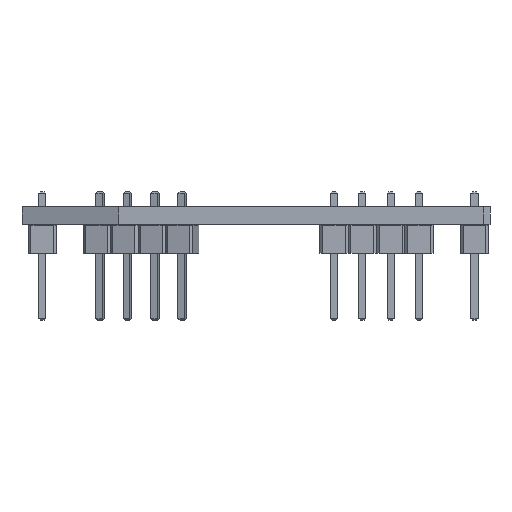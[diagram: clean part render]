
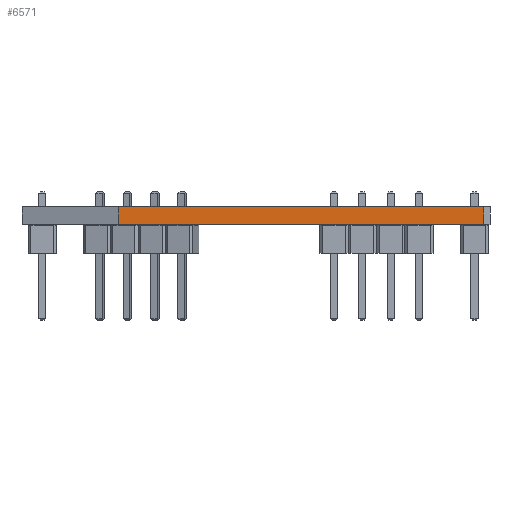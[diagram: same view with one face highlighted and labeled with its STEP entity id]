
A CAD part, front view. The second image highlights one B-rep face of the part: STEP entity #6571.
In plain terms, the highlighted planar face has unit normal (0.001, -1, 0).
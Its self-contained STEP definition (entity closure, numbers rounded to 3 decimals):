
#6455 = EDGE_CURVE('',#6456,#6458,#6460,.T.);
#6456 = VERTEX_POINT('',#6457);
#6457 = CARTESIAN_POINT('',(163.423,-358.419,0.));
#6458 = VERTEX_POINT('',#6459);
#6459 = CARTESIAN_POINT('',(163.423,-358.419,1.6));
#6460 = SURFACE_CURVE('',#6461,(#6465,#6477),.PCURVE_S1.);
#6461 = LINE('',#6462,#6463);
#6462 = CARTESIAN_POINT('',(163.423,-358.419,0.));
#6463 = VECTOR('',#6464,1.);
#6464 = DIRECTION('',(0.,0.,1.));
#6465 = PCURVE('',#6466,#6471);
#6466 = PLANE('',#6467);
#6467 = AXIS2_PLACEMENT_3D('',#6468,#6469,#6470);
#6468 = CARTESIAN_POINT('',(163.423,-358.419,0.));
#6469 = DIRECTION('',(-0.348,-0.938,0.));
#6470 = DIRECTION('',(-0.938,0.348,0.));
#6471 = DEFINITIONAL_REPRESENTATION('',(#6472),#6476);
#6472 = LINE('',#6473,#6474);
#6473 = CARTESIAN_POINT('',(0.,0.));
#6474 = VECTOR('',#6475,1.);
#6475 = DIRECTION('',(0.,-1.));
#6476 = ( GEOMETRIC_REPRESENTATION_CONTEXT(2) 
PARAMETRIC_REPRESENTATION_CONTEXT() REPRESENTATION_CONTEXT('2D SPACE',''
  ) );
#6477 = PCURVE('',#6478,#6483);
#6478 = PLANE('',#6479);
#6479 = AXIS2_PLACEMENT_3D('',#6480,#6481,#6482);
#6480 = CARTESIAN_POINT('',(196.122,-358.373,0.));
#6481 = DIRECTION('',(0.001,-1.,0.));
#6482 = DIRECTION('',(-1.,-0.001,0.));
#6483 = DEFINITIONAL_REPRESENTATION('',(#6484),#6488);
#6484 = LINE('',#6485,#6486);
#6485 = CARTESIAN_POINT('',(32.699,0.));
#6486 = VECTOR('',#6487,1.);
#6487 = DIRECTION('',(0.,-1.));
#6488 = ( GEOMETRIC_REPRESENTATION_CONTEXT(2) 
PARAMETRIC_REPRESENTATION_CONTEXT() REPRESENTATION_CONTEXT('2D SPACE',''
  ) );
#6506 = PLANE('',#6507);
#6507 = AXIS2_PLACEMENT_3D('',#6508,#6509,#6510);
#6508 = CARTESIAN_POINT('',(175.108,-347.421,1.6));
#6509 = DIRECTION('',(0.,0.,-1.));
#6510 = DIRECTION('',(-1.,0.,0.));
#6560 = PLANE('',#6561);
#6561 = AXIS2_PLACEMENT_3D('',#6562,#6563,#6564);
#6562 = CARTESIAN_POINT('',(175.108,-347.421,0.));
#6563 = DIRECTION('',(0.,0.,-1.));
#6564 = DIRECTION('',(-1.,0.,0.));
#6571 = ADVANCED_FACE('',(#6572),#6478,.T.);
#6572 = FACE_BOUND('',#6573,.T.);
#6573 = EDGE_LOOP('',(#6574,#6604,#6625,#6626));
#6574 = ORIENTED_EDGE('',*,*,#6575,.T.);
#6575 = EDGE_CURVE('',#6576,#6578,#6580,.T.);
#6576 = VERTEX_POINT('',#6577);
#6577 = CARTESIAN_POINT('',(196.122,-358.373,0.));
#6578 = VERTEX_POINT('',#6579);
#6579 = CARTESIAN_POINT('',(196.122,-358.373,1.6));
#6580 = SURFACE_CURVE('',#6581,(#6585,#6592),.PCURVE_S1.);
#6581 = LINE('',#6582,#6583);
#6582 = CARTESIAN_POINT('',(196.122,-358.373,0.));
#6583 = VECTOR('',#6584,1.);
#6584 = DIRECTION('',(0.,0.,1.));
#6585 = PCURVE('',#6478,#6586);
#6586 = DEFINITIONAL_REPRESENTATION('',(#6587),#6591);
#6587 = LINE('',#6588,#6589);
#6588 = CARTESIAN_POINT('',(0.,0.));
#6589 = VECTOR('',#6590,1.);
#6590 = DIRECTION('',(0.,-1.));
#6591 = ( GEOMETRIC_REPRESENTATION_CONTEXT(2) 
PARAMETRIC_REPRESENTATION_CONTEXT() REPRESENTATION_CONTEXT('2D SPACE',''
  ) );
#6592 = PCURVE('',#6593,#6598);
#6593 = PLANE('',#6594);
#6594 = AXIS2_PLACEMENT_3D('',#6595,#6596,#6597);
#6595 = CARTESIAN_POINT('',(196.665,-357.819,0.));
#6596 = DIRECTION('',(0.714,-0.7,0.));
#6597 = DIRECTION('',(-0.7,-0.714,0.));
#6598 = DEFINITIONAL_REPRESENTATION('',(#6599),#6603);
#6599 = LINE('',#6600,#6601);
#6600 = CARTESIAN_POINT('',(0.776,0.));
#6601 = VECTOR('',#6602,1.);
#6602 = DIRECTION('',(0.,-1.));
#6603 = ( GEOMETRIC_REPRESENTATION_CONTEXT(2) 
PARAMETRIC_REPRESENTATION_CONTEXT() REPRESENTATION_CONTEXT('2D SPACE',''
  ) );
#6604 = ORIENTED_EDGE('',*,*,#6605,.T.);
#6605 = EDGE_CURVE('',#6578,#6458,#6606,.T.);
#6606 = SURFACE_CURVE('',#6607,(#6611,#6618),.PCURVE_S1.);
#6607 = LINE('',#6608,#6609);
#6608 = CARTESIAN_POINT('',(196.122,-358.373,1.6));
#6609 = VECTOR('',#6610,1.);
#6610 = DIRECTION('',(-1.,-0.001,0.));
#6611 = PCURVE('',#6478,#6612);
#6612 = DEFINITIONAL_REPRESENTATION('',(#6613),#6617);
#6613 = LINE('',#6614,#6615);
#6614 = CARTESIAN_POINT('',(0.,-1.6));
#6615 = VECTOR('',#6616,1.);
#6616 = DIRECTION('',(1.,0.));
#6617 = ( GEOMETRIC_REPRESENTATION_CONTEXT(2) 
PARAMETRIC_REPRESENTATION_CONTEXT() REPRESENTATION_CONTEXT('2D SPACE',''
  ) );
#6618 = PCURVE('',#6506,#6619);
#6619 = DEFINITIONAL_REPRESENTATION('',(#6620),#6624);
#6620 = LINE('',#6621,#6622);
#6621 = CARTESIAN_POINT('',(-21.014,-10.952));
#6622 = VECTOR('',#6623,1.);
#6623 = DIRECTION('',(1.,-0.001));
#6624 = ( GEOMETRIC_REPRESENTATION_CONTEXT(2) 
PARAMETRIC_REPRESENTATION_CONTEXT() REPRESENTATION_CONTEXT('2D SPACE',''
  ) );
#6625 = ORIENTED_EDGE('',*,*,#6455,.F.);
#6626 = ORIENTED_EDGE('',*,*,#6627,.F.);
#6627 = EDGE_CURVE('',#6576,#6456,#6628,.T.);
#6628 = SURFACE_CURVE('',#6629,(#6633,#6640),.PCURVE_S1.);
#6629 = LINE('',#6630,#6631);
#6630 = CARTESIAN_POINT('',(196.122,-358.373,0.));
#6631 = VECTOR('',#6632,1.);
#6632 = DIRECTION('',(-1.,-0.001,0.));
#6633 = PCURVE('',#6478,#6634);
#6634 = DEFINITIONAL_REPRESENTATION('',(#6635),#6639);
#6635 = LINE('',#6636,#6637);
#6636 = CARTESIAN_POINT('',(0.,0.));
#6637 = VECTOR('',#6638,1.);
#6638 = DIRECTION('',(1.,0.));
#6639 = ( GEOMETRIC_REPRESENTATION_CONTEXT(2) 
PARAMETRIC_REPRESENTATION_CONTEXT() REPRESENTATION_CONTEXT('2D SPACE',''
  ) );
#6640 = PCURVE('',#6560,#6641);
#6641 = DEFINITIONAL_REPRESENTATION('',(#6642),#6646);
#6642 = LINE('',#6643,#6644);
#6643 = CARTESIAN_POINT('',(-21.014,-10.952));
#6644 = VECTOR('',#6645,1.);
#6645 = DIRECTION('',(1.,-0.001));
#6646 = ( GEOMETRIC_REPRESENTATION_CONTEXT(2) 
PARAMETRIC_REPRESENTATION_CONTEXT() REPRESENTATION_CONTEXT('2D SPACE',''
  ) );
